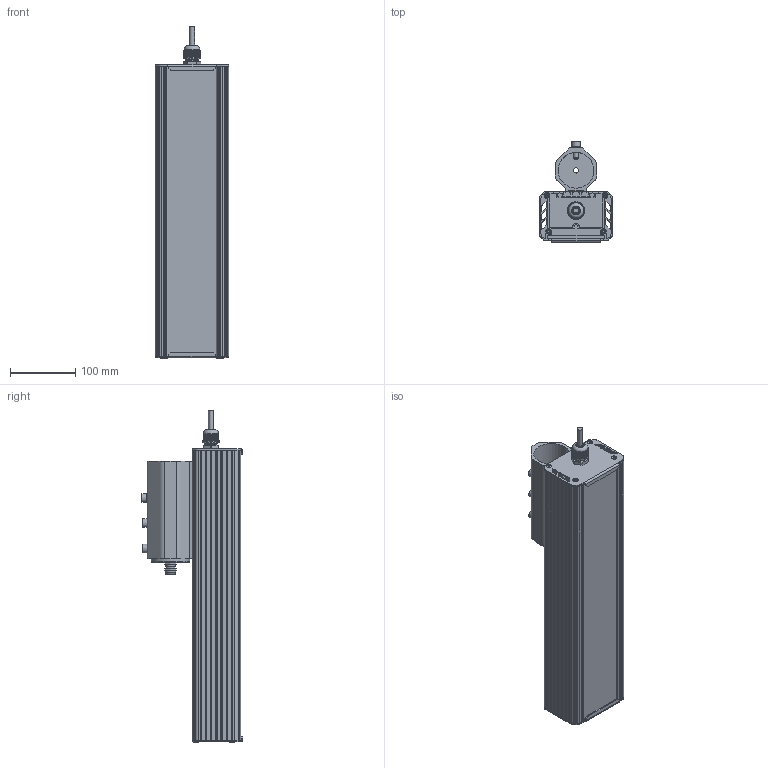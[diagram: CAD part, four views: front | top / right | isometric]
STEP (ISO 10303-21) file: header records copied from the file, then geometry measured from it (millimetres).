
FILE_DESCRIPTION(('STEP AP214'), '1');
FILE_NAME('001.0101.06.000 - ÃÑÓ-Ïðèìà 60', '', ('UNSPECIFIED'), ('UNSPECIFIED'), 'C3D Converter', 'C3D Toolkit', '');
FILE_SCHEMA(('AUTOMOTIVE_DESIGN { 1 0 10303 214 3 1 1}'));
Length unit declared in the file: millimetre
Products named in the file (27): 001.0101.06.000
Assembly tree (53 placements, depth 4):
  001.0101.06.000
    (unnamed)
      (unnamed)
      (unnamed)
      (unnamed)  x4
      (unnamed)
      (unnamed)  x4
      (unnamed)
      (unnamed)
      (unnamed)
      (unnamed)  x6
        (unnamed)
        (unnamed)
        (unnamed)
        (unnamed)
        (unnamed)
        (unnamed)
        (unnamed)
        (unnamed)
        (unnamed)
    (unnamed)
      (unnamed)
      (unnamed)
      (unnamed)
      (unnamed)  x3
    (unnamed)
      (unnamed)
Bounding box: 112.19 x 155.17 x 509.43 mm (x, y, z)
Volume: 1033874.9 mm3; surface area: 803570.1 mm2
Topology: 226 solids, 226 shells, 3029 faces, 7583 edges, 5102 vertices
Faces by surface type: plane 1958, cylinder 913, cone 91, bspline 29, torus 20, sphere 18
Full cylindrical faces by diameter (mm): 1 x18, 2 x12, 2.5 x24, 2.8 x150, 3.2 x18, 3.5 x30, 4 x8, 8 x17, 12 x1, 12.5 x1, 13.333 x3, 14 x1, 15 x1, 16 x2, 18.5 x3, 20 x1, 23.5 x1, 27 x1, 55 x1, 58.518 x1
Entity records: 85495 total; most frequent: CARTESIAN_POINT 40078, DIRECTION 8428, ORIENTED_EDGE 8274, EDGE_CURVE 4137, AXIS2_PLACEMENT_3D 3003, VERTEX_POINT 2851, LINE 2422, VECTOR 2422
